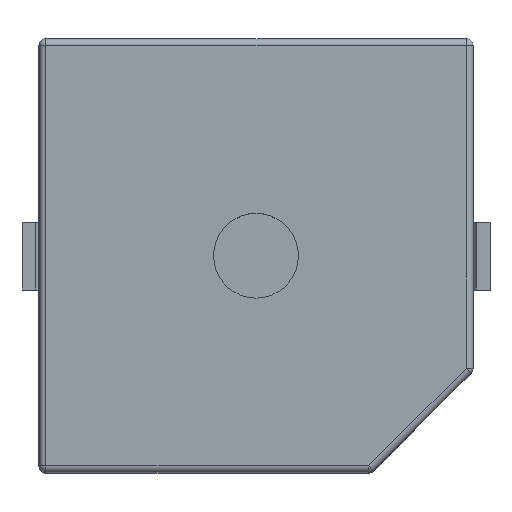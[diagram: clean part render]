
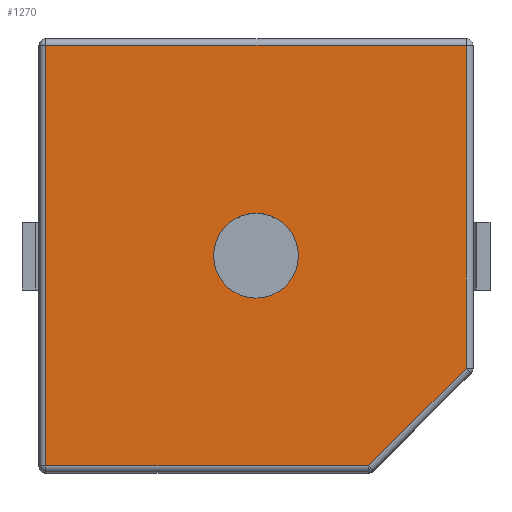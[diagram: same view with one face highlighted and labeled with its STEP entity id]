
A CAD part, top view. The second image highlights one B-rep face of the part: STEP entity #1270.
In plain terms, the highlighted planar face has unit normal (0, 0, 1).
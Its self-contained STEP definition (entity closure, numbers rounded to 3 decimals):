
#52=FACE_BOUND('',#441,.T.);
#60=PLANE('',#1380);
#102=LINE('',#1914,#216);
#108=LINE('',#1943,#222);
#110=LINE('',#1953,#224);
#112=LINE('',#1956,#226);
#116=LINE('',#1965,#230);
#216=VECTOR('',#1514,10.);
#222=VECTOR('',#1546,10.);
#224=VECTOR('',#1558,10.);
#226=VECTOR('',#1562,10.);
#230=VECTOR('',#1572,10.);
#367=FACE_OUTER_BOUND('',#440,.T.);
#440=EDGE_LOOP('',(#957,#958,#959,#960,#961));
#441=EDGE_LOOP('',(#962,#963));
#523=CIRCLE('',#1381,1.25);
#524=CIRCLE('',#1382,1.25);
#568=VERTEX_POINT('',#1889);
#573=VERTEX_POINT('',#1902);
#578=VERTEX_POINT('',#1918);
#583=VERTEX_POINT('',#1931);
#589=VERTEX_POINT('',#1949);
#604=VERTEX_POINT('',#1999);
#605=VERTEX_POINT('',#2000);
#701=EDGE_CURVE('',#568,#573,#102,.T.);
#715=EDGE_CURVE('',#573,#583,#108,.T.);
#720=EDGE_CURVE('',#583,#589,#110,.T.);
#722=EDGE_CURVE('',#589,#578,#112,.T.);
#727=EDGE_CURVE('',#578,#568,#116,.T.);
#745=EDGE_CURVE('',#604,#605,#523,.T.);
#746=EDGE_CURVE('',#605,#604,#524,.T.);
#957=ORIENTED_EDGE('',*,*,#701,.F.);
#958=ORIENTED_EDGE('',*,*,#727,.F.);
#959=ORIENTED_EDGE('',*,*,#722,.F.);
#960=ORIENTED_EDGE('',*,*,#720,.F.);
#961=ORIENTED_EDGE('',*,*,#715,.F.);
#962=ORIENTED_EDGE('',*,*,#745,.F.);
#963=ORIENTED_EDGE('',*,*,#746,.F.);
#1270=ADVANCED_FACE('',(#367,#52),#60,.F.);
#1380=AXIS2_PLACEMENT_3D('',#1998,#1600,#1601);
#1381=AXIS2_PLACEMENT_3D('',#2001,#1602,#1603);
#1382=AXIS2_PLACEMENT_3D('',#2002,#1604,#1605);
#1514=DIRECTION('',(-0.707,-0.707,0.));
#1546=DIRECTION('',(-1.,0.,0.));
#1558=DIRECTION('',(0.,1.,0.));
#1562=DIRECTION('',(1.,0.,0.));
#1572=DIRECTION('',(0.,-1.,0.));
#1600=DIRECTION('center_axis',(0.,0.,-1.));
#1601=DIRECTION('ref_axis',(0.,1.,0.));
#1602=DIRECTION('center_axis',(0.,0.,1.));
#1603=DIRECTION('ref_axis',(0.,-1.,0.));
#1604=DIRECTION('center_axis',(0.,0.,1.));
#1605=DIRECTION('ref_axis',(0.,-1.,0.));
#1889=CARTESIAN_POINT('',(6.2,-3.317,10.));
#1902=CARTESIAN_POINT('',(3.317,-6.2,10.));
#1914=CARTESIAN_POINT('',(4.009,-5.509,10.));
#1918=CARTESIAN_POINT('',(6.2,6.2,10.));
#1931=CARTESIAN_POINT('',(-6.2,-6.2,10.));
#1943=CARTESIAN_POINT('',(-1.5,-6.2,10.));
#1949=CARTESIAN_POINT('',(-6.2,6.2,10.));
#1953=CARTESIAN_POINT('',(-6.2,0.,10.));
#1956=CARTESIAN_POINT('',(-6.4,6.2,10.));
#1965=CARTESIAN_POINT('',(6.2,6.4,10.));
#1998=CARTESIAN_POINT('Origin',(-6.4,6.4,10.));
#1999=CARTESIAN_POINT('',(0.,-1.25,10.));
#2000=CARTESIAN_POINT('',(0.,1.25,10.));
#2001=CARTESIAN_POINT('Origin',(0.,0.,
10.));
#2002=CARTESIAN_POINT('Origin',(0.,0.,
10.));
